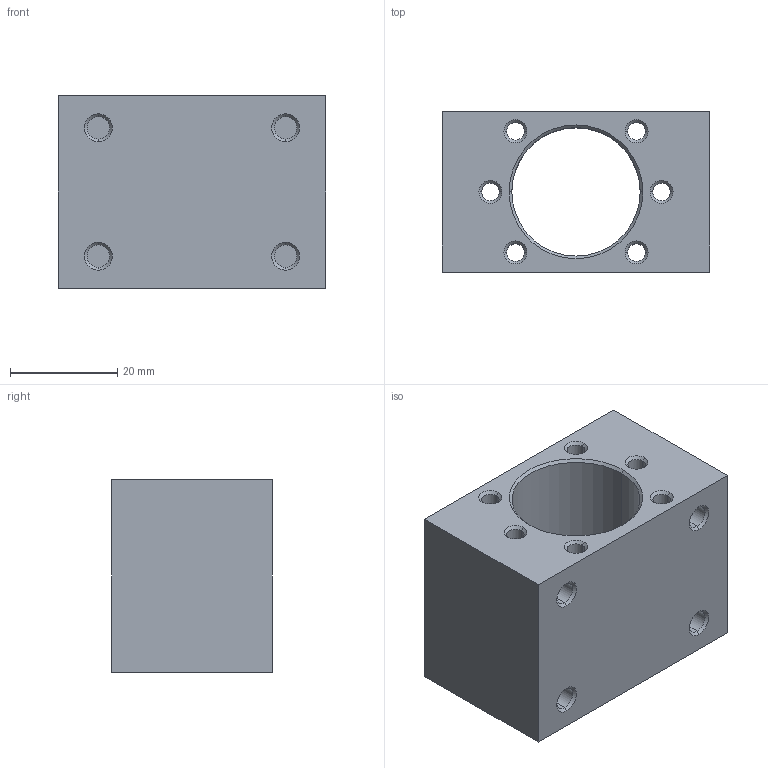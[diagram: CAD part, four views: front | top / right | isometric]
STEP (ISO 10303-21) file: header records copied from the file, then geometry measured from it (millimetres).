
FILE_DESCRIPTION (( 'STEP AP214' ), '1' );
FILE_NAME ('Ñáîðêà1.STEP', '2025-04-09T11:01:33', ( '' ), ( '' ), 'SwSTEP 2.0', 'SolidWorks 2025', '' );
FILE_SCHEMA (( 'AUTOMOTIVE_DESIGN' ));
Length unit declared in the file: millimetre
Products named in the file (2): B592 Модуль крепления гайки DSG12 (под SFU 1205-2,8)_00; Сборка1
Assembly tree (1 placements, depth 2):
  Сборка1
    B592 Модуль крепления гайки DSG12 (под SFU 1205-2,8)_00
Bounding box: 50 x 30 x 36 mm (x, y, z)
Volume: 35158.2 mm3; surface area: 13249.4 mm2
Topology: 1 solids, 1 shells, 68 faces, 150 edges, 88 vertices
Faces by surface type: cone 36, cylinder 22, plane 10
Entity records: 1960 total; most frequent: DIRECTION 374, CARTESIAN_POINT 310, ORIENTED_EDGE 300, AXIS2_PLACEMENT_3D 152, EDGE_CURVE 150, VERTEX_POINT 88, EDGE_LOOP 86, CIRCLE 80
